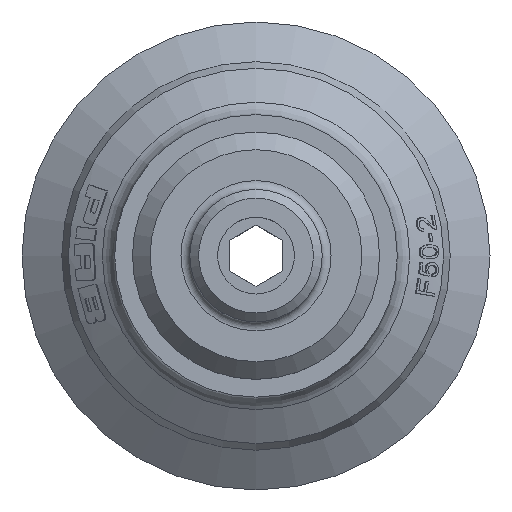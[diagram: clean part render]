
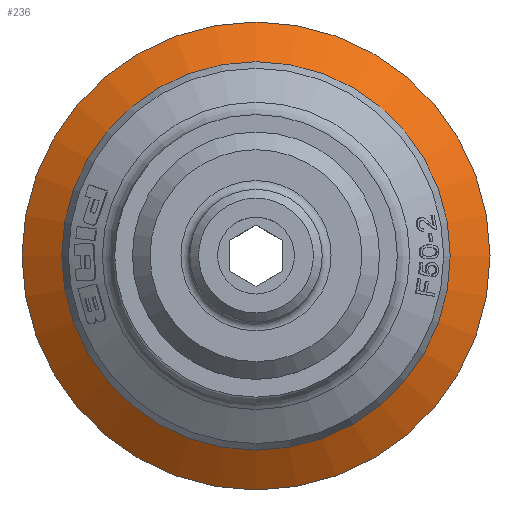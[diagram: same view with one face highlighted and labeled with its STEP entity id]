
A CAD part, top view. The second image highlights one B-rep face of the part: STEP entity #236.
In plain terms, the highlighted conical face has half-angle 55.442 degrees and reference radius 22 mm.
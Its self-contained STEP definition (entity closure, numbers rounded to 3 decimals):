
#236 = ADVANCED_FACE( '', ( #513, #514 ), #515, .T. );
#513 = FACE_OUTER_BOUND( '', #871, .T. );
#514 = FACE_BOUND( '', #872, .T. );
#515 = CONICAL_SURFACE( '', #873, 22., 0.968 );
#871 = EDGE_LOOP( '', ( #1896 ) );
#872 = EDGE_LOOP( '', ( #1897 ) );
#873 = AXIS2_PLACEMENT_3D( '', #1898, #1899, #1900 );
#1896 = ORIENTED_EDGE( '', *, *, #2458, .F. );
#1897 = ORIENTED_EDGE( '', *, *, #2457, .T. );
#1898 = CARTESIAN_POINT( '', ( 0., 0., -14. ) );
#1899 = DIRECTION( '', ( 0., 0., -1. ) );
#1900 = DIRECTION( '', ( -1., 0., 0. ) );
#2457 = EDGE_CURVE( '', #2958, #2958, #2959, .T. );
#2458 = EDGE_CURVE( '', #2960, #2960, #2961, .T. );
#2958 = VERTEX_POINT( '', #4659 );
#2959 = CIRCLE( '', #4660, 22. );
#2960 = VERTEX_POINT( '', #4661 );
#2961 = CIRCLE( '', #4662, 26.5 );
#4659 = CARTESIAN_POINT( '', ( -22., 0., -14. ) );
#4660 = AXIS2_PLACEMENT_3D( '', #4959, #4960, #4961 );
#4661 = CARTESIAN_POINT( '', ( -26.5, 0., -17.099 ) );
#4662 = AXIS2_PLACEMENT_3D( '', #4962, #4963, #4964 );
#4959 = CARTESIAN_POINT( '', ( 0., 0., -14. ) );
#4960 = DIRECTION( '', ( 0., 0., -1. ) );
#4961 = DIRECTION( '', ( -1., 0., 0. ) );
#4962 = CARTESIAN_POINT( '', ( 0., 0., -17.099 ) );
#4963 = DIRECTION( '', ( 0., 0., -1. ) );
#4964 = DIRECTION( '', ( -1., 0., 0. ) );
